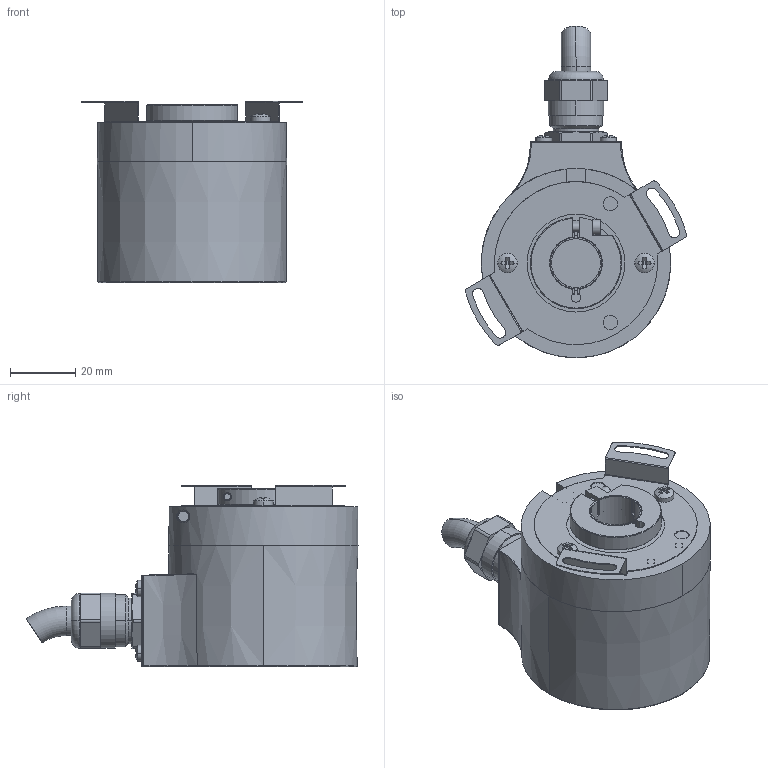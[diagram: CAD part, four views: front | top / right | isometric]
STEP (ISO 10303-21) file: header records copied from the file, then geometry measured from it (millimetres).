
FILE_DESCRIPTION((''),'2;1');
FILE_NAME('0000184268','2014-09-12T',('lika51'),(''),'PRO/ENGINEER BY PARAMETRIC TECHNOLOGY CORPORATION, 2010180','PRO/ENGINEER BY PARAMETRIC TECHNOLOGY CORPORATION, 2010180','');
FILE_SCHEMA(('CONFIG_CONTROL_DESIGN'));
Length unit declared in the file: millimetre
Products named in the file (1): 0000184268
Bounding box: 67.78 x 101.75 x 55.5 mm (x, y, z)
Volume: 57399.7 mm3; surface area: 39884 mm2
Topology: 6 solids, 36 shells, 911 faces, 2186 edges, 1344 vertices
Faces by surface type: plane 386, cylinder 289, cone 157, torus 53, sphere 16, bspline 10
Entity records: 27230 total; most frequent: CARTESIAN_POINT 5791, DIRECTION 4693, ORIENTED_EDGE 4272, EDGE_CURVE 2164, AXIS2_PLACEMENT_3D 1818, VERTEX_POINT 1344, VECTOR 1057, LINE 1057
